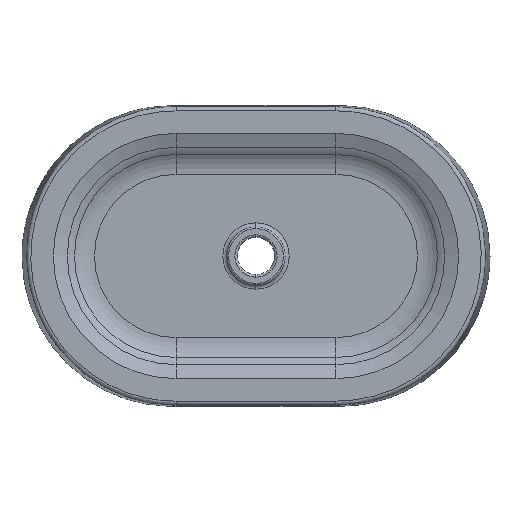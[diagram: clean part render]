
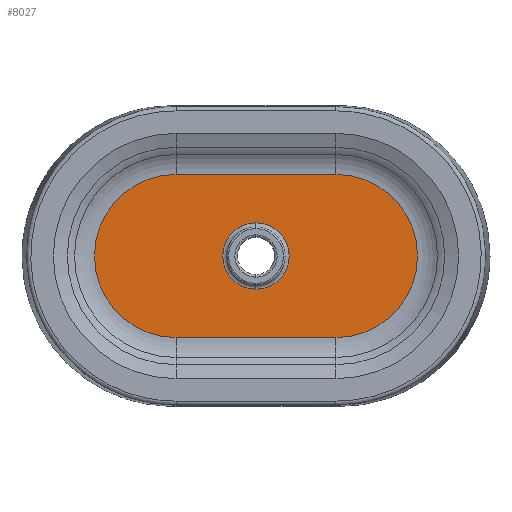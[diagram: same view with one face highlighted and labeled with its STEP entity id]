
A CAD part, front view. The second image highlights one B-rep face of the part: STEP entity #8027.
In plain terms, the highlighted planar face has unit normal (0, -1, 0).
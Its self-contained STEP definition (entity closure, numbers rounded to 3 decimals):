
#197 = DIRECTION ( 'NONE',  ( 0., 0., -1. ) ) ;
#328 = DIRECTION ( 'NONE',  ( 0., -1., 0. ) ) ;
#523 = DIRECTION ( 'NONE',  ( 0., 0., -1. ) ) ;
#1039 = EDGE_CURVE ( 'NONE', #1057, #5991, #3621, .T. ) ;
#1057 = VERTEX_POINT ( 'NONE', #3671 ) ;
#1136 = DIRECTION ( 'NONE',  ( 0., 0., -1. ) ) ;
#1219 = CARTESIAN_POINT ( 'NONE',  ( 0., 20., -40. ) ) ;
#1485 = CARTESIAN_POINT ( 'NONE',  ( 96.5, 20., 98.359 ) ) ;
#1514 = CARTESIAN_POINT ( 'NONE',  ( 96.5, 20., 0. ) ) ;
#2017 = ORIENTED_EDGE ( 'NONE', *, *, #5716, .T. ) ;
#2052 = DIRECTION ( 'NONE',  ( 0., 1., 0. ) ) ;
#2160 = EDGE_CURVE ( 'NONE', #4707, #1057, #2921, .T. ) ;
#2256 = ORIENTED_EDGE ( 'NONE', *, *, #5417, .T. ) ;
#2306 = AXIS2_PLACEMENT_3D ( 'NONE', #1514, #328, #5988 ) ;
#2421 = PLANE ( 'NONE',  #6674 ) ;
#2474 = DIRECTION ( 'NONE',  ( 1., 0., 0. ) ) ;
#2562 = VECTOR ( 'NONE', #2474, 1000. ) ;
#2921 = LINE ( 'NONE', #5095, #5469 ) ;
#2978 = EDGE_CURVE ( 'NONE', #5991, #7560, #4999, .T. ) ;
#3290 = CARTESIAN_POINT ( 'NONE',  ( 0., 20., 0. ) ) ;
#3621 = CIRCLE ( 'NONE', #4272, 98.359 ) ;
#3626 = EDGE_CURVE ( 'NONE', #7232, #5369, #3629, .T. ) ;
#3629 = CIRCLE ( 'NONE', #5875, 40. ) ;
#3671 = CARTESIAN_POINT ( 'NONE',  ( -96.5, 20., 98.359 ) ) ;
#4039 = CIRCLE ( 'NONE', #6803, 40. ) ;
#4272 = AXIS2_PLACEMENT_3D ( 'NONE', #4946, #6893, #1136 ) ;
#4323 = ORIENTED_EDGE ( 'NONE', *, *, #1039, .T. ) ;
#4707 = VERTEX_POINT ( 'NONE', #1485 ) ;
#4946 = CARTESIAN_POINT ( 'NONE',  ( -96.5, 20., 0. ) ) ;
#4999 = LINE ( 'NONE', #8152, #2562 ) ;
#5095 = CARTESIAN_POINT ( 'NONE',  ( -96.5, 20., 98.359 ) ) ;
#5236 = CARTESIAN_POINT ( 'NONE',  ( 0., 20., 0. ) ) ;
#5369 = VERTEX_POINT ( 'NONE', #1219 ) ;
#5417 = EDGE_CURVE ( 'NONE', #7560, #4707, #7878, .T. ) ;
#5469 = VECTOR ( 'NONE', #6377, 1000. ) ;
#5491 = CARTESIAN_POINT ( 'NONE',  ( -96.5, 20., 0. ) ) ;
#5532 = ORIENTED_EDGE ( 'NONE', *, *, #3626, .T. ) ;
#5566 = FACE_OUTER_BOUND ( 'NONE', #6152, .T. ) ;
#5716 = EDGE_CURVE ( 'NONE', #5369, #7232, #4039, .T. ) ;
#5769 = CARTESIAN_POINT ( 'NONE',  ( 0., 20., 40. ) ) ;
#5875 = AXIS2_PLACEMENT_3D ( 'NONE', #5236, #2052, #197 ) ;
#5981 = DIRECTION ( 'NONE',  ( 0., 0., -1. ) ) ;
#5988 = DIRECTION ( 'NONE',  ( 0., 0., -1. ) ) ;
#5991 = VERTEX_POINT ( 'NONE', #7595 ) ;
#6152 = EDGE_LOOP ( 'NONE', ( #8095, #2256, #7901, #4323 ) ) ;
#6185 = FACE_BOUND ( 'NONE', #7430, .T. ) ;
#6377 = DIRECTION ( 'NONE',  ( -1., 0., 0. ) ) ;
#6596 = DIRECTION ( 'NONE',  ( 0., 1., 0. ) ) ;
#6674 = AXIS2_PLACEMENT_3D ( 'NONE', #5491, #8060, #523 ) ;
#6803 = AXIS2_PLACEMENT_3D ( 'NONE', #3290, #6596, #5981 ) ;
#6893 = DIRECTION ( 'NONE',  ( 0., -1., 0. ) ) ;
#7232 = VERTEX_POINT ( 'NONE', #5769 ) ;
#7430 = EDGE_LOOP ( 'NONE', ( #2017, #5532 ) ) ;
#7560 = VERTEX_POINT ( 'NONE', #8133 ) ;
#7595 = CARTESIAN_POINT ( 'NONE',  ( -96.5, 20., -98.359 ) ) ;
#7878 = CIRCLE ( 'NONE', #2306, 98.359 ) ;
#7901 = ORIENTED_EDGE ( 'NONE', *, *, #2160, .T. ) ;
#8027 = ADVANCED_FACE ( 'NONE', ( #6185, #5566 ), #2421, .T. ) ;
#8060 = DIRECTION ( 'NONE',  ( 0., -1., 0. ) ) ;
#8095 = ORIENTED_EDGE ( 'NONE', *, *, #2978, .T. ) ;
#8133 = CARTESIAN_POINT ( 'NONE',  ( 96.5, 20., -98.359 ) ) ;
#8152 = CARTESIAN_POINT ( 'NONE',  ( 96.5, 20., -98.359 ) ) ;
